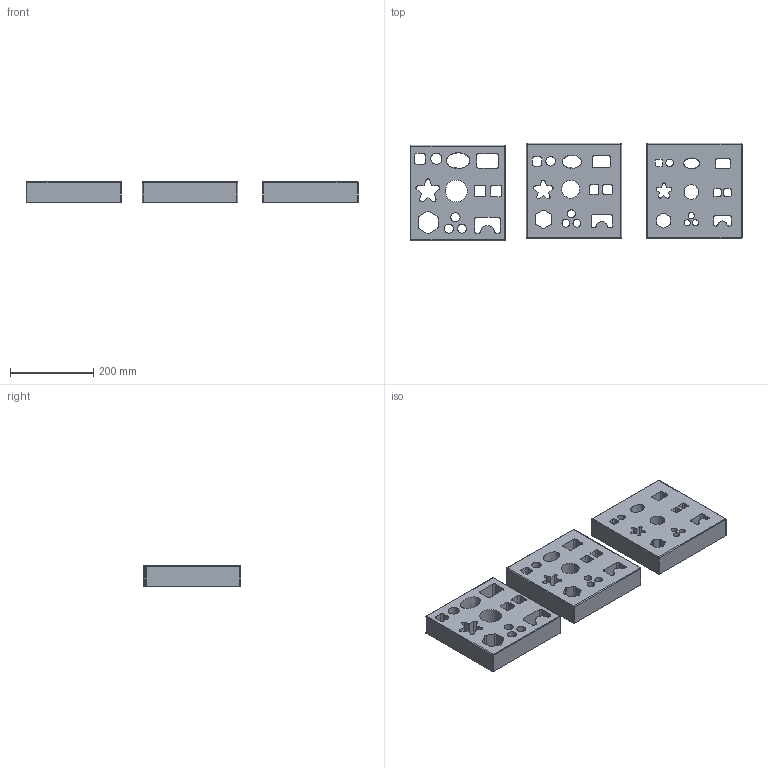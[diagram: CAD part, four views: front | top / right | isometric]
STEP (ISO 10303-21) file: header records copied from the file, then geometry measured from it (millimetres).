
FILE_DESCRIPTION(/* description */ (''),/* implementation_level */ '2;1');
FILE_NAME(/* name */ 'Base v4.step',/* time_stamp */ '2023-06-12T14:16:38-07:00',/* author */ (''),/* organization */ (''),/* preprocessor_version */ 'ST-DEVELOPER v19.2',/* originating_system */ 'Autodesk Translation Framework v12.6.0.85',/* authorisation */ '');
FILE_SCHEMA (('AUTOMOTIVE_DESIGN { 1 0 10303 214 3 1 1 }'));
Length unit declared in the file: millimetre
Products named in the file (1): Base
Bounding box: 800 x 235 x 50 mm (x, y, z)
Volume: 6311842.6 mm3; surface area: 595111.5 mm2
Topology: 3 solids, 3 shells, 285 faces, 801 edges, 522 vertices
Faces by surface type: cylinder 141, plane 129, sphere 12, bspline 3
Full cylindrical faces by diameter (mm): 15 x3, 18 x1, 18.84 x3, 22.008 x3, 22.8 x1, 26.76 x1, 35.432 x1, 43.32 x1, 52.805 x1
Entity records: 9890 total; most frequent: CARTESIAN_POINT 2089, DIRECTION 1640, ORIENTED_EDGE 1602, EDGE_CURVE 801, AXIS2_PLACEMENT_3D 565, VERTEX_POINT 522, LINE 510, VECTOR 510
